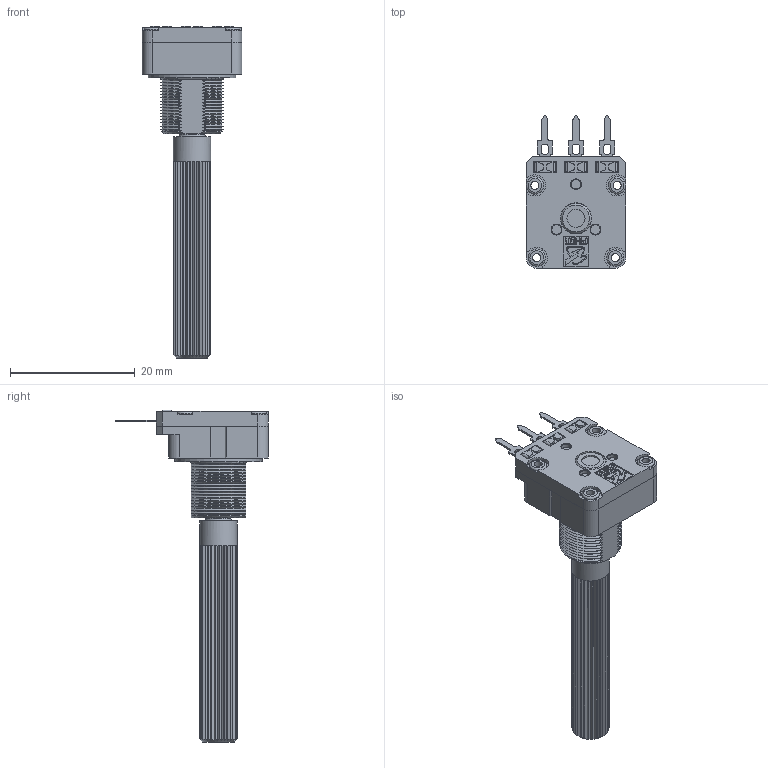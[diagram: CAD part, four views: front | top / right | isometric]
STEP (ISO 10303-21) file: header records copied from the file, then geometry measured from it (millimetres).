
FILE_DESCRIPTION (( 'STEP AP203' ), '1' );
FILE_NAME ('PC16SH10IP06-TA.STEP', '2020-09-11T09:15:13', ( '' ), ( '' ), 'SwSTEP 2.0', 'SolidWorks 2018', '' );
FILE_SCHEMA (( 'CONFIG_CONTROL_DESIGN' ));
Length unit declared in the file: millimetre
Products named in the file (9): PORTARESISTENCIA; TERMINAL DERECHO; COLECTOR; RESISTENCIA; PORTACURSOR; PC16SH10IP06-TA; TERMINAL IZQUIERDO; EJE_Predeterminada; CARCASA
Assembly tree (8 placements, depth 2):
  PC16SH10IP06-TA
    PORTARESISTENCIA
    TERMINAL DERECHO
    TERMINAL IZQUIERDO
    COLECTOR
    PORTACURSOR
    CARCASA
    RESISTENCIA
    EJE_Predeterminada
Bounding box: 16 x 24.5 x 53.31 mm (x, y, z)
Volume: 3162.3 mm3; surface area: 4954.5 mm2
Topology: 8 solids, 8 shells, 1001 faces, 2591 edges, 1647 vertices
Faces by surface type: plane 625, cylinder 254, cone 102, bspline 8, torus 8, sphere 4
Full cylindrical faces by diameter (mm): 1.3 x7, 1.4 x4, 1.53 x3, 1.8 x1, 1.9 x1, 2.15 x4, 2.2 x4, 2.8 x4, 2.9 x2, 4 x1, 4.01 x1, 4.9 x1, 5 x1, 5.6 x1, 5.8 x1, 5.9 x1, 6 x1, 11.5 x1, 14 x1, 14.2 x1
Entity records: 31181 total; most frequent: CARTESIAN_POINT 6140, ORIENTED_EDGE 5024, DIRECTION 4880, EDGE_CURVE 2512, AXIS2_PLACEMENT_3D 1642, VERTEX_POINT 1630, LINE 1596, VECTOR 1596
